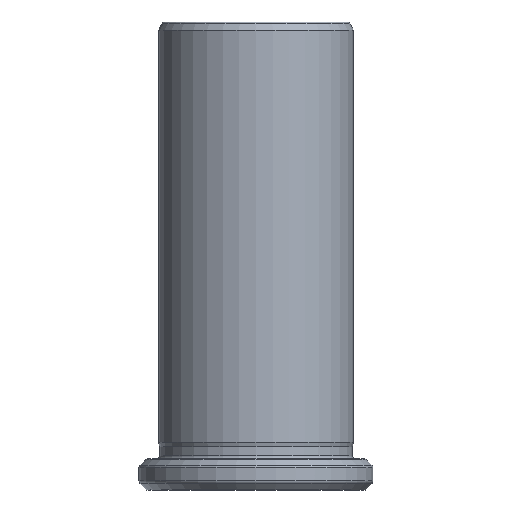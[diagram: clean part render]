
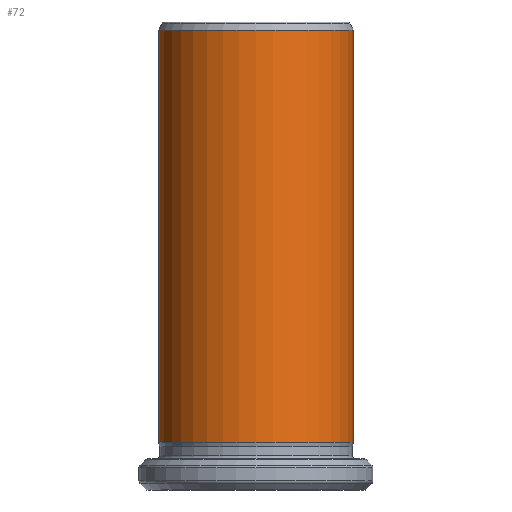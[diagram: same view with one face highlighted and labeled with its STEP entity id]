
A CAD part, front view. The second image highlights one B-rep face of the part: STEP entity #72.
In plain terms, the highlighted cylindrical face has radius 12.5 mm (diameter 25 mm), a full revolution.
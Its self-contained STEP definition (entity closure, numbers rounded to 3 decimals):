
#50=CYLINDRICAL_SURFACE('',#365,12.5);
#72=ADVANCED_FACE('',(#123,#124),#50,.T.);
#123=FACE_BOUND('',#169,.T.);
#124=FACE_BOUND('',#170,.T.);
#169=EDGE_LOOP('',(#215));
#170=EDGE_LOOP('',(#216));
#215=ORIENTED_EDGE('',*,*,#243,.F.);
#216=ORIENTED_EDGE('',*,*,#245,.F.);
#220=VERTEX_POINT('',#477);
#222=VERTEX_POINT('',#482);
#243=EDGE_CURVE('',#220,#220,#266,.T.);
#245=EDGE_CURVE('',#222,#222,#268,.T.);
#266=CIRCLE('',#322,12.5);
#268=CIRCLE('',#325,12.5);
#322=AXIS2_PLACEMENT_3D('',#476,#377,#378);
#325=AXIS2_PLACEMENT_3D('',#481,#383,#384);
#365=AXIS2_PLACEMENT_3D('',#541,#463,#464);
#377=DIRECTION('',(0.,0.,-1.));
#378=DIRECTION('',(1.,0.,0.));
#383=DIRECTION('',(0.,0.,1.));
#384=DIRECTION('',(-1.,0.,0.));
#463=DIRECTION('',(0.,0.,1.));
#464=DIRECTION('',(-1.,0.,0.));
#476=CARTESIAN_POINT('',(0.,0.,2.127));
#477=CARTESIAN_POINT('',(12.5,0.,2.127));
#481=CARTESIAN_POINT('',(0.,0.,54.973));
#482=CARTESIAN_POINT('',(-12.5,0.,54.973));
#541=CARTESIAN_POINT('',(0.,0.,60.));
